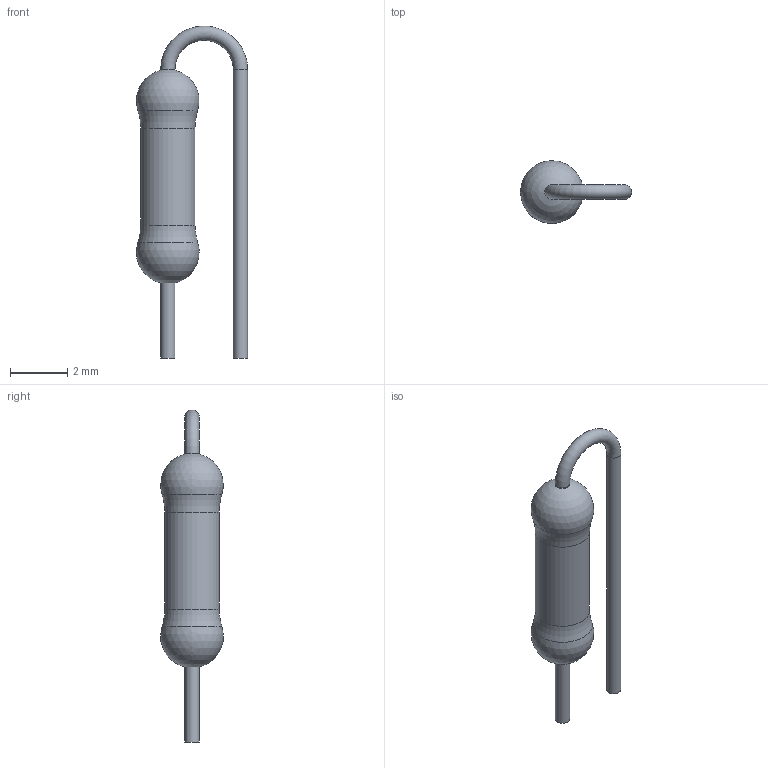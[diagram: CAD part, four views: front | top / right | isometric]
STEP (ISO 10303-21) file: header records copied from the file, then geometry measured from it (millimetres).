
FILE_DESCRIPTION(/* description */ (''),/* implementation_level */ '2;1');
FILE_NAME(/* name */ 'R_Vertical_P2.54.step',/* time_stamp */ '2025-06-15T21:40:53+10:00',/* author */ (''),/* organization */ (''),/* preprocessor_version */ 'ST-DEVELOPER v20.1',/* originating_system */ 'Autodesk Translation Framework v14.10.0.0',/* authorisation */ '');
FILE_SCHEMA (('AUTOMOTIVE_DESIGN { 1 0 10303 214 3 1 1 }'));
Length unit declared in the file: millimetre
Products named in the file (1): R_Vertical_P2.54
Bounding box: 3.89 x 2.19 x 11.62 mm (x, y, z)
Volume: 24.7 mm3; surface area: 74.2 mm2
Topology: 1 solids, 1 shells, 11 faces, 23 edges, 14 vertices
Faces by surface type: cylinder 4, torus 3, sphere 2, plane 2
Full cylindrical faces by diameter (mm): 0.5 x3, 1.9 x1
Entity records: 349 total; most frequent: DIRECTION 66, CARTESIAN_POINT 49, ORIENTED_EDGE 46, AXIS2_PLACEMENT_3D 31, EDGE_CURVE 23, CIRCLE 19, VERTEX_POINT 14, FACE_OUTER_BOUND 11
